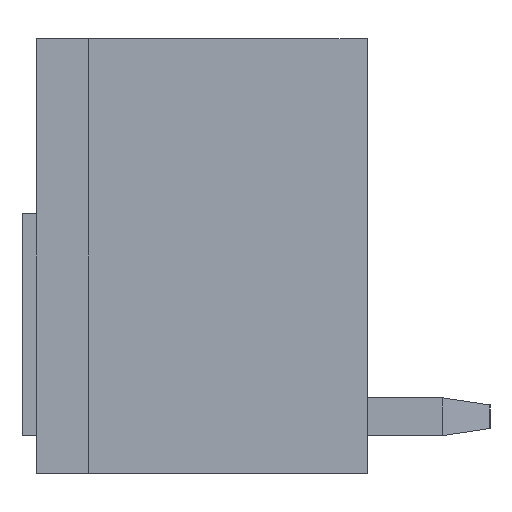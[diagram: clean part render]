
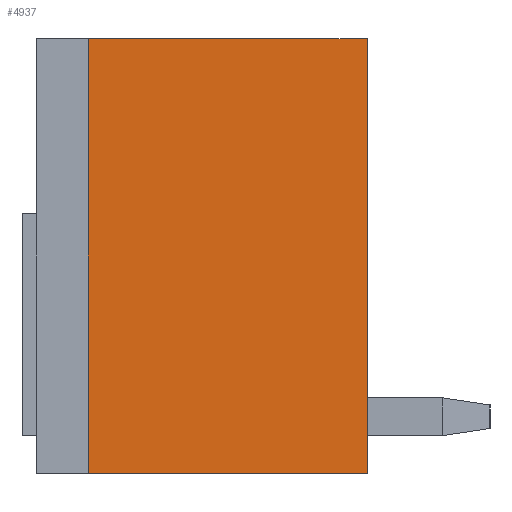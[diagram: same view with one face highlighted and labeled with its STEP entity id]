
A CAD part, left-side view. The second image highlights one B-rep face of the part: STEP entity #4937.
In plain terms, the highlighted planar face has unit normal (-1, 0, 0).
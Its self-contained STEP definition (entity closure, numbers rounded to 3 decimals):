
#1425=ORIENTED_EDGE('',*,*,#1863,.T.);
#1426=ORIENTED_EDGE('',*,*,#1912,.T.);
#1427=ORIENTED_EDGE('',*,*,#1858,.T.);
#1428=ORIENTED_EDGE('',*,*,#2153,.T.);
#1858=EDGE_CURVE('',#2475,#2474,#2943,.T.);
#1863=EDGE_CURVE('',#2480,#2479,#2947,.T.);
#1912=EDGE_CURVE('',#2479,#2475,#2996,.T.);
#2153=EDGE_CURVE('',#2474,#2480,#3203,.T.);
#2474=VERTEX_POINT('',#7333);
#2475=VERTEX_POINT('',#7335);
#2479=VERTEX_POINT('',#7344);
#2480=VERTEX_POINT('',#7346);
#2943=LINE('',#7334,#3525);
#2947=LINE('',#7345,#3529);
#2996=LINE('',#7437,#3578);
#3203=LINE('',#7975,#3785);
#3525=VECTOR('',#5848,1000.);
#3529=VECTOR('',#5856,1000.);
#3578=VECTOR('',#5935,1000.);
#3785=VECTOR('',#6560,1000.);
#4122=EDGE_LOOP('',(#1425,#1426,#1427,#1428));
#4456=FACE_BOUND('',#4122,.T.);
#4682=PLANE('',#5345);
#4937=ADVANCED_FACE('',(#4456),#4682,.T.);
#5345=AXIS2_PLACEMENT_3D('',#7976,#6561,#6562);
#5848=DIRECTION('',(0.,1.,0.));
#5856=DIRECTION('',(0.,-1.,0.));
#5935=DIRECTION('',(0.,0.,1.));
#6560=DIRECTION('',(0.,0.,-1.));
#6561=DIRECTION('',(-1.,0.,0.));
#6562=DIRECTION('',(0.,0.,1.));
#7333=CARTESIAN_POINT('',(-4.5,5.9,9.2));
#7334=CARTESIAN_POINT('',(-4.5,0.,9.2));
#7335=CARTESIAN_POINT('',(-4.5,0.,9.2));
#7344=CARTESIAN_POINT('',(-4.5,0.,0.));
#7345=CARTESIAN_POINT('',(-4.5,5.9,0.));
#7346=CARTESIAN_POINT('',(-4.5,5.9,0.));
#7437=CARTESIAN_POINT('',(-4.5,0.,0.));
#7975=CARTESIAN_POINT('',(-4.5,5.9,9.2));
#7976=CARTESIAN_POINT('',(-4.5,0.,0.));
